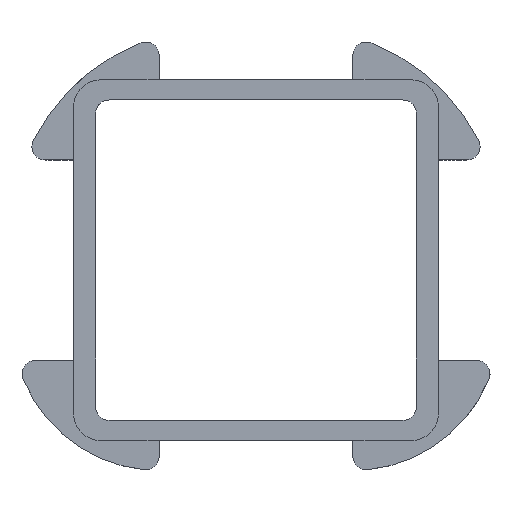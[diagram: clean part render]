
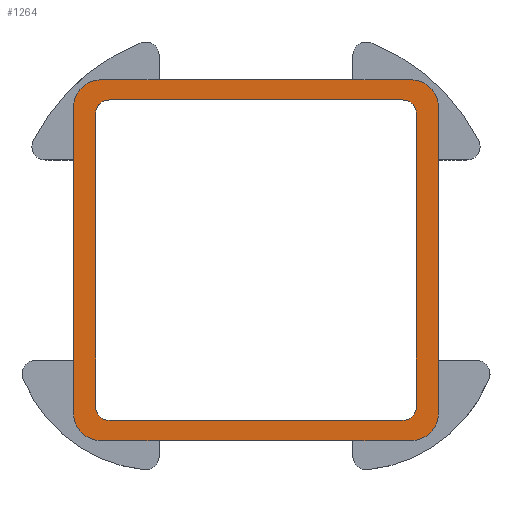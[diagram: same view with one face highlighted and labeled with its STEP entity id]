
A CAD part, top view. The second image highlights one B-rep face of the part: STEP entity #1264.
In plain terms, the highlighted planar face has unit normal (0, 0, 1).
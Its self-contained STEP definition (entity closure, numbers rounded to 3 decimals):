
#15=FACE_BOUND('',#238,.T.);
#84=CIRCLE('',#1400,4.);
#85=CIRCLE('',#1401,4.);
#86=CIRCLE('',#1402,4.);
#87=CIRCLE('',#1403,4.);
#88=CIRCLE('',#1404,2.);
#89=CIRCLE('',#1405,2.);
#90=CIRCLE('',#1406,2.);
#91=CIRCLE('',#1407,2.);
#164=FACE_OUTER_BOUND('',#237,.T.);
#237=EDGE_LOOP('',(#1031,#1032,#1033,#1034,#1035,#1036,#1037,#1038,#1039,
#1040,#1041,#1042,#1043,#1044,#1045,#1046));
#238=EDGE_LOOP('',(#1047,#1048,#1049,#1050,#1051,#1052,#1053,#1054));
#275=LINE('',#1840,#381);
#332=LINE('',#2499,#438);
#333=LINE('',#2502,#439);
#334=LINE('',#2504,#440);
#335=LINE('',#2506,#441);
#336=LINE('',#2510,#442);
#337=LINE('',#2512,#443);
#338=LINE('',#2514,#444);
#339=LINE('',#2518,#445);
#340=LINE('',#2520,#446);
#341=LINE('',#2522,#447);
#342=LINE('',#2525,#448);
#343=LINE('',#2530,#449);
#344=LINE('',#2534,#450);
#345=LINE('',#2538,#451);
#346=LINE('',#2541,#452);
#381=VECTOR('',#1464,10.);
#438=VECTOR('',#1689,10.);
#439=VECTOR('',#1692,10.);
#440=VECTOR('',#1693,10.);
#441=VECTOR('',#1694,10.);
#442=VECTOR('',#1697,10.);
#443=VECTOR('',#1698,10.);
#444=VECTOR('',#1699,10.);
#445=VECTOR('',#1702,10.);
#446=VECTOR('',#1703,10.);
#447=VECTOR('',#1704,10.);
#448=VECTOR('',#1707,10.);
#449=VECTOR('',#1710,10.);
#450=VECTOR('',#1713,10.);
#451=VECTOR('',#1716,10.);
#452=VECTOR('',#1719,10.);
#509=VERTEX_POINT('',#1837);
#510=VERTEX_POINT('',#1839);
#595=VERTEX_POINT('',#2492);
#596=VERTEX_POINT('',#2498);
#597=VERTEX_POINT('',#2500);
#598=VERTEX_POINT('',#2503);
#599=VERTEX_POINT('',#2505);
#600=VERTEX_POINT('',#2507);
#601=VERTEX_POINT('',#2509);
#602=VERTEX_POINT('',#2511);
#603=VERTEX_POINT('',#2513);
#604=VERTEX_POINT('',#2515);
#605=VERTEX_POINT('',#2517);
#606=VERTEX_POINT('',#2519);
#607=VERTEX_POINT('',#2521);
#608=VERTEX_POINT('',#2523);
#609=VERTEX_POINT('',#2526);
#610=VERTEX_POINT('',#2527);
#611=VERTEX_POINT('',#2529);
#612=VERTEX_POINT('',#2531);
#613=VERTEX_POINT('',#2533);
#614=VERTEX_POINT('',#2535);
#615=VERTEX_POINT('',#2537);
#616=VERTEX_POINT('',#2539);
#631=EDGE_CURVE('',#509,#510,#275,.T.);
#758=EDGE_CURVE('',#509,#596,#332,.T.);
#759=EDGE_CURVE('',#596,#597,#84,.T.);
#760=EDGE_CURVE('',#597,#595,#333,.T.);
#761=EDGE_CURVE('',#595,#598,#334,.T.);
#762=EDGE_CURVE('',#598,#599,#335,.T.);
#763=EDGE_CURVE('',#599,#600,#85,.T.);
#764=EDGE_CURVE('',#600,#601,#336,.T.);
#765=EDGE_CURVE('',#601,#602,#337,.T.);
#766=EDGE_CURVE('',#602,#603,#338,.T.);
#767=EDGE_CURVE('',#603,#604,#86,.T.);
#768=EDGE_CURVE('',#604,#605,#339,.T.);
#769=EDGE_CURVE('',#605,#606,#340,.T.);
#770=EDGE_CURVE('',#606,#607,#341,.T.);
#771=EDGE_CURVE('',#607,#608,#87,.T.);
#772=EDGE_CURVE('',#608,#510,#342,.T.);
#773=EDGE_CURVE('',#609,#610,#88,.T.);
#774=EDGE_CURVE('',#610,#611,#343,.T.);
#775=EDGE_CURVE('',#611,#612,#89,.T.);
#776=EDGE_CURVE('',#612,#613,#344,.T.);
#777=EDGE_CURVE('',#613,#614,#90,.T.);
#778=EDGE_CURVE('',#614,#615,#345,.T.);
#779=EDGE_CURVE('',#615,#616,#91,.T.);
#780=EDGE_CURVE('',#616,#609,#346,.T.);
#1031=ORIENTED_EDGE('',*,*,#631,.F.);
#1032=ORIENTED_EDGE('',*,*,#758,.T.);
#1033=ORIENTED_EDGE('',*,*,#759,.T.);
#1034=ORIENTED_EDGE('',*,*,#760,.T.);
#1035=ORIENTED_EDGE('',*,*,#761,.T.);
#1036=ORIENTED_EDGE('',*,*,#762,.T.);
#1037=ORIENTED_EDGE('',*,*,#763,.T.);
#1038=ORIENTED_EDGE('',*,*,#764,.T.);
#1039=ORIENTED_EDGE('',*,*,#765,.T.);
#1040=ORIENTED_EDGE('',*,*,#766,.T.);
#1041=ORIENTED_EDGE('',*,*,#767,.T.);
#1042=ORIENTED_EDGE('',*,*,#768,.T.);
#1043=ORIENTED_EDGE('',*,*,#769,.T.);
#1044=ORIENTED_EDGE('',*,*,#770,.T.);
#1045=ORIENTED_EDGE('',*,*,#771,.T.);
#1046=ORIENTED_EDGE('',*,*,#772,.T.);
#1047=ORIENTED_EDGE('',*,*,#773,.T.);
#1048=ORIENTED_EDGE('',*,*,#774,.T.);
#1049=ORIENTED_EDGE('',*,*,#775,.T.);
#1050=ORIENTED_EDGE('',*,*,#776,.T.);
#1051=ORIENTED_EDGE('',*,*,#777,.T.);
#1052=ORIENTED_EDGE('',*,*,#778,.T.);
#1053=ORIENTED_EDGE('',*,*,#779,.T.);
#1054=ORIENTED_EDGE('',*,*,#780,.T.);
#1199=PLANE('',#1399);
#1264=ADVANCED_FACE('',(#164,#15),#1199,.T.);
#1399=AXIS2_PLACEMENT_3D('',#2497,#1687,#1688);
#1400=AXIS2_PLACEMENT_3D('',#2501,#1690,#1691);
#1401=AXIS2_PLACEMENT_3D('',#2508,#1695,#1696);
#1402=AXIS2_PLACEMENT_3D('',#2516,#1700,#1701);
#1403=AXIS2_PLACEMENT_3D('',#2524,#1705,#1706);
#1404=AXIS2_PLACEMENT_3D('',#2528,#1708,#1709);
#1405=AXIS2_PLACEMENT_3D('',#2532,#1711,#1712);
#1406=AXIS2_PLACEMENT_3D('',#2536,#1714,#1715);
#1407=AXIS2_PLACEMENT_3D('',#2540,#1717,#1718);
#1464=DIRECTION('',(-1.,0.,0.));
#1687=DIRECTION('center_axis',(0.,0.,1.));
#1688=DIRECTION('ref_axis',(1.,0.,0.));
#1689=DIRECTION('',(1.,0.,0.));
#1690=DIRECTION('center_axis',(0.,0.,1.));
#1691=DIRECTION('ref_axis',(0.,-1.,0.));
#1692=DIRECTION('',(0.,1.,0.));
#1693=DIRECTION('',(0.,1.,0.));
#1694=DIRECTION('',(0.,1.,0.));
#1695=DIRECTION('center_axis',(0.,0.,1.));
#1696=DIRECTION('ref_axis',(1.,0.,0.));
#1697=DIRECTION('',(-1.,0.,0.));
#1698=DIRECTION('',(-1.,0.,0.));
#1699=DIRECTION('',(-1.,0.,0.));
#1700=DIRECTION('center_axis',(0.,0.,1.));
#1701=DIRECTION('ref_axis',(0.,1.,0.));
#1702=DIRECTION('',(0.,-1.,0.));
#1703=DIRECTION('',(0.,-1.,0.));
#1704=DIRECTION('',(0.,-1.,0.));
#1705=DIRECTION('center_axis',(0.,0.,1.));
#1706=DIRECTION('ref_axis',(-1.,0.,0.));
#1707=DIRECTION('',(1.,0.,0.));
#1708=DIRECTION('center_axis',(0.,0.,-1.));
#1709=DIRECTION('ref_axis',(0.,1.,0.));
#1710=DIRECTION('',(1.,0.,0.));
#1711=DIRECTION('center_axis',(0.,0.,-1.));
#1712=DIRECTION('ref_axis',(1.,0.,0.));
#1713=DIRECTION('',(0.,-1.,0.));
#1714=DIRECTION('center_axis',(0.,0.,-1.));
#1715=DIRECTION('ref_axis',(0.,-1.,0.));
#1716=DIRECTION('',(-1.,0.,0.));
#1717=DIRECTION('center_axis',(0.,0.,-1.));
#1718=DIRECTION('ref_axis',(-1.,0.,0.));
#1719=DIRECTION('',(0.,1.,0.));
#1837=CARTESIAN_POINT('',(14.5,-27.,5.));
#1839=CARTESIAN_POINT('',(-14.5,-27.,5.));
#1840=CARTESIAN_POINT('',(-11.65,-27.,5.));
#2492=CARTESIAN_POINT('',(27.3,-15.,5.));
#2497=CARTESIAN_POINT('Origin',(0.,0.,5.));
#2498=CARTESIAN_POINT('',(23.3,-27.,5.));
#2499=CARTESIAN_POINT('',(23.3,-27.,5.));
#2500=CARTESIAN_POINT('',(27.3,-23.,5.));
#2501=CARTESIAN_POINT('Origin',(23.3,-23.,5.));
#2502=CARTESIAN_POINT('',(27.3,23.,5.));
#2503=CARTESIAN_POINT('',(27.3,15.,5.));
#2504=CARTESIAN_POINT('',(27.3,23.,5.));
#2505=CARTESIAN_POINT('',(27.3,23.,5.));
#2506=CARTESIAN_POINT('',(27.3,23.,5.));
#2507=CARTESIAN_POINT('',(23.3,27.,5.));
#2508=CARTESIAN_POINT('Origin',(23.3,23.,5.));
#2509=CARTESIAN_POINT('',(14.5,27.,5.));
#2510=CARTESIAN_POINT('',(-23.3,27.,5.));
#2511=CARTESIAN_POINT('',(-14.5,27.,5.));
#2512=CARTESIAN_POINT('',(-23.3,27.,5.));
#2513=CARTESIAN_POINT('',(-23.3,27.,5.));
#2514=CARTESIAN_POINT('',(-23.3,27.,5.));
#2515=CARTESIAN_POINT('',(-27.3,23.,5.));
#2516=CARTESIAN_POINT('Origin',(-23.3,23.,5.));
#2517=CARTESIAN_POINT('',(-27.3,15.,5.));
#2518=CARTESIAN_POINT('',(-27.3,-23.,5.));
#2519=CARTESIAN_POINT('',(-27.3,-15.,5.));
#2520=CARTESIAN_POINT('',(-27.3,-23.,5.));
#2521=CARTESIAN_POINT('',(-27.3,-23.,5.));
#2522=CARTESIAN_POINT('',(-27.3,-23.,5.));
#2523=CARTESIAN_POINT('',(-23.3,-27.,5.));
#2524=CARTESIAN_POINT('Origin',(-23.3,-23.,5.));
#2525=CARTESIAN_POINT('',(23.3,-27.,5.));
#2526=CARTESIAN_POINT('',(-24.,22.,5.));
#2527=CARTESIAN_POINT('',(-22.,24.,5.));
#2528=CARTESIAN_POINT('Origin',(-22.,22.,5.));
#2529=CARTESIAN_POINT('',(22.,24.,5.));
#2530=CARTESIAN_POINT('',(-22.,24.,5.));
#2531=CARTESIAN_POINT('',(24.,22.,5.));
#2532=CARTESIAN_POINT('Origin',(22.,22.,5.));
#2533=CARTESIAN_POINT('',(24.,-22.,5.));
#2534=CARTESIAN_POINT('',(24.,22.,5.));
#2535=CARTESIAN_POINT('',(22.,-24.,5.));
#2536=CARTESIAN_POINT('Origin',(22.,-22.,5.));
#2537=CARTESIAN_POINT('',(-22.,-24.,5.));
#2538=CARTESIAN_POINT('',(22.,-24.,5.));
#2539=CARTESIAN_POINT('',(-24.,-22.,5.));
#2540=CARTESIAN_POINT('Origin',(-22.,-22.,5.));
#2541=CARTESIAN_POINT('',(-24.,-22.,5.));
